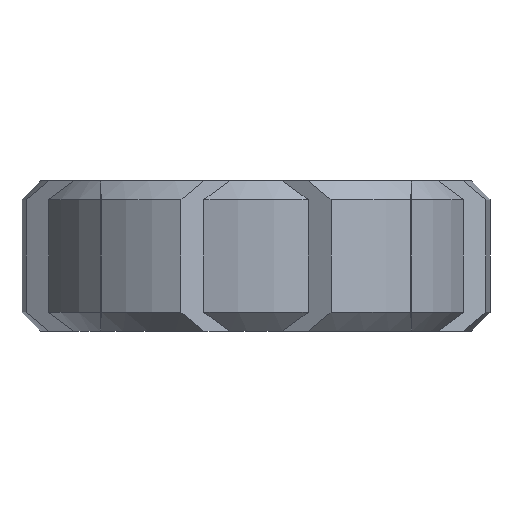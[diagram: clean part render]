
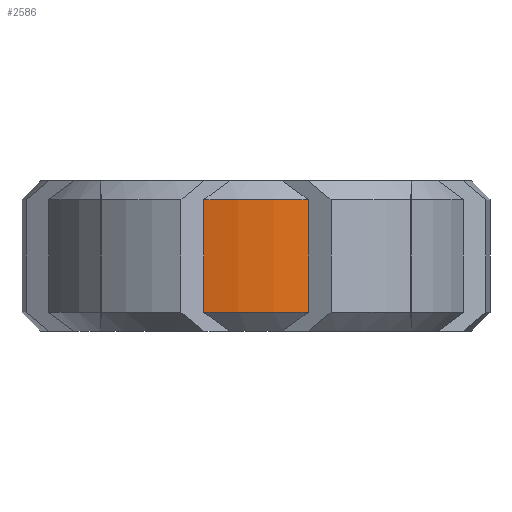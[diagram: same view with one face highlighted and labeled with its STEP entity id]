
A CAD part, front view. The second image highlights one B-rep face of the part: STEP entity #2586.
In plain terms, the highlighted cylindrical face has radius 11.5 mm (diameter 23 mm), a partial arc.
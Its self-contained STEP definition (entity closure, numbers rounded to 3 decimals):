
#2514=CARTESIAN_POINT('',(2.777,-11.16,-1.0));
#2515=VERTEX_POINT('',#2514);
#2530=CARTESIAN_POINT('',(-2.777,-11.16,-1.0));
#2531=VERTEX_POINT('',#2530);
#2545=CARTESIAN_POINT('',(0.0,0.0,-1.0));
#2546=DIRECTION('',(0.0,0.0,1.0));
#2547=DIRECTION('',(-1.0,0.0,0.0));
#2548=AXIS2_PLACEMENT_3D('',#2545,#2546,#2547);
#2549=CIRCLE('',#2548,11.5);
#2550=EDGE_CURVE('',#2531,#2515,#2549,.T.);
#2555=CARTESIAN_POINT('',(0.0,0.0,-8.0));
#2556=DIRECTION('',(0.0,0.0,1.0));
#2557=DIRECTION('',(-1.0,0.0,0.0));
#2558=AXIS2_PLACEMENT_3D('',#2555,#2556,#2557);
#2559=CYLINDRICAL_SURFACE('',#2558,11.5);
#2560=ORIENTED_EDGE('',*,*,#2550,.F.);
#2561=CARTESIAN_POINT('',(-2.777,-11.16,-7.));
#2562=VERTEX_POINT('',#2561);
#2563=CARTESIAN_POINT('',(-2.777,-11.16,-7.0));
#2564=DIRECTION('',(0.0,0.0,1.0));
#2565=VECTOR('',#2564,6.);
#2566=LINE('',#2563,#2565);
#2567=EDGE_CURVE('',#2562,#2531,#2566,.T.);
#2568=ORIENTED_EDGE('',*,*,#2567,.F.);
#2569=CARTESIAN_POINT('',(2.777,-11.16,-7.));
#2570=VERTEX_POINT('',#2569);
#2571=CARTESIAN_POINT('',(0.0,0.0,-7.));
#2572=DIRECTION('',(0.0,0.0,-1.0));
#2573=DIRECTION('',(-1.0,0.0,0.0));
#2574=AXIS2_PLACEMENT_3D('',#2571,#2572,#2573);
#2575=CIRCLE('',#2574,11.5);
#2576=EDGE_CURVE('',#2570,#2562,#2575,.T.);
#2577=ORIENTED_EDGE('',*,*,#2576,.F.);
#2578=CARTESIAN_POINT('',(2.777,-11.16,-1.));
#2579=DIRECTION('',(0.0,0.0,-1.0));
#2580=VECTOR('',#2579,6.);
#2581=LINE('',#2578,#2580);
#2582=EDGE_CURVE('',#2515,#2570,#2581,.T.);
#2583=ORIENTED_EDGE('',*,*,#2582,.F.);
#2584=EDGE_LOOP('',(#2560,#2568,#2577,#2583));
#2585=FACE_OUTER_BOUND('',#2584,.T.);
#2586=ADVANCED_FACE('',(#2585),#2559,.T.);
